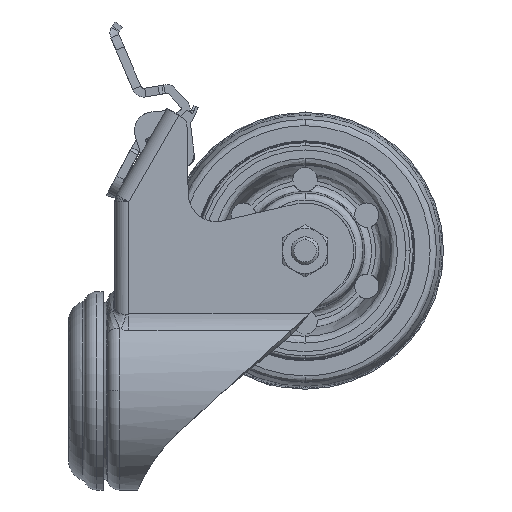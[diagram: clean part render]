
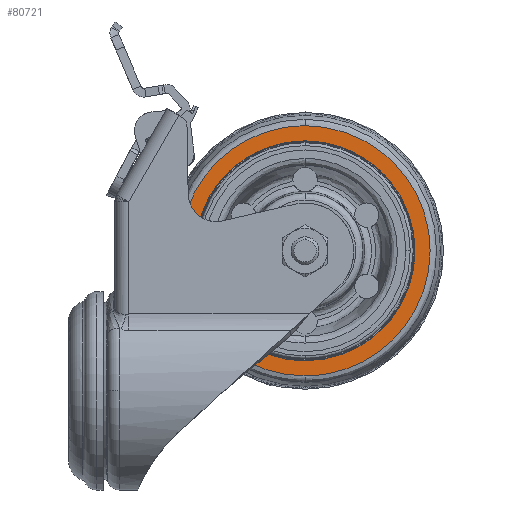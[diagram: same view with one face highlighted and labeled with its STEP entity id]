
A CAD part, left-side view. The second image highlights one B-rep face of the part: STEP entity #80721.
In plain terms, the highlighted planar face has unit normal (-1, 0, 0).
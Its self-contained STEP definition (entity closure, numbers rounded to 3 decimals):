
#711 = CARTESIAN_POINT ( 'NONE',  ( -12.5, 0., -35.957 ) ) ;
#896 = CARTESIAN_POINT ( 'NONE',  ( -12.5, -35.957, 21.063 ) ) ;
#1610 = DIRECTION ( 'NONE',  ( 1., 0., 0. ) ) ;
#4082 = ORIENTED_EDGE ( 'NONE', *, *, #98734, .F. ) ;
#5260 = VERTEX_POINT ( 'NONE', #9869 ) ;
#9869 = CARTESIAN_POINT ( 'NONE',  ( -12.5, 0., 35.957 ) ) ;
#11162 =( BOUNDED_CURVE ( )  B_SPLINE_CURVE ( 3, ( #69153, #93602, #77381, #28412 ),
 .UNSPECIFIED., .F., .T. ) 
 B_SPLINE_CURVE_WITH_KNOTS ( ( 4, 4 ),
 ( 0., 1. ),
 .UNSPECIFIED. ) 
 CURVE ( )  GEOMETRIC_REPRESENTATION_ITEM ( )  RATIONAL_B_SPLINE_CURVE ( ( 1., 0.805, 0.805, 1. ) ) 
 REPRESENTATION_ITEM ( '' )  );
#11194 = EDGE_CURVE ( 'NONE', #15944, #75932, #23417, .T. ) ;
#15053 = EDGE_CURVE ( 'NONE', #27144, #5260, #11162, .T. ) ;
#15692 = AXIS2_PLACEMENT_3D ( 'NONE', #50676, #1610, #58906 ) ;
#15932 = ORIENTED_EDGE ( 'NONE', *, *, #76475, .F. ) ;
#15944 = VERTEX_POINT ( 'NONE', #44590 ) ;
#18009 = CIRCLE ( 'NONE', #42451, 31.6 ) ;
#19846 = CARTESIAN_POINT ( 'NONE',  ( -12.5, 0., 0. ) ) ;
#23417 = CIRCLE ( 'NONE', #102363, 31.6 ) ;
#24221 = CARTESIAN_POINT ( 'NONE',  ( -12.5, -35.957, 0. ) ) ;
#24818 = CARTESIAN_POINT ( 'NONE',  ( -12.5, -35.957, 0. ) ) ;
#25730 = CARTESIAN_POINT ( 'NONE',  ( -12.5, 0., 0. ) ) ;
#26498 = CARTESIAN_POINT ( 'NONE',  ( -12.5, 21.063, -35.957 ) ) ;
#27144 = VERTEX_POINT ( 'NONE', #95669 ) ;
#28093 = DIRECTION ( 'NONE',  ( 0., 0., 1. ) ) ;
#28412 = CARTESIAN_POINT ( 'NONE',  ( -12.5, 0., 35.957 ) ) ;
#30851 = EDGE_LOOP ( 'NONE', ( #105003, #35068 ) ) ;
#33538 = CARTESIAN_POINT ( 'NONE',  ( -12.5, -21.063, 35.957 ) ) ;
#33932 = DIRECTION ( 'NONE',  ( 0., 0., 1. ) ) ;
#35068 = ORIENTED_EDGE ( 'NONE', *, *, #59840, .F. ) ;
#36290 =( BOUNDED_CURVE ( )  B_SPLINE_CURVE ( 3, ( #24221, #56725, #40630, #97967 ),
 .UNSPECIFIED., .F., .T. ) 
 B_SPLINE_CURVE_WITH_KNOTS ( ( 4, 4 ),
 ( 0., 1. ),
 .UNSPECIFIED. ) 
 CURVE ( )  GEOMETRIC_REPRESENTATION_ITEM ( )  RATIONAL_B_SPLINE_CURVE ( ( 1., 0.805, 0.805, 1. ) ) 
 REPRESENTATION_ITEM ( '' )  );
#40630 = CARTESIAN_POINT ( 'NONE',  ( -12.5, -21.063, -35.957 ) ) ;
#42451 = AXIS2_PLACEMENT_3D ( 'NONE', #25730, #82960, #33932 ) ;
#42952 = CARTESIAN_POINT ( 'NONE',  ( -12.5, 35.957, -21.063 ) ) ;
#44590 = CARTESIAN_POINT ( 'NONE',  ( -12.5, 0., 31.6 ) ) ;
#48618 = VERTEX_POINT ( 'NONE', #24818 ) ;
#50676 = CARTESIAN_POINT ( 'NONE',  ( -12.5, 0., 0. ) ) ;
#56725 = CARTESIAN_POINT ( 'NONE',  ( -12.5, -35.957, -21.063 ) ) ;
#58183 = CARTESIAN_POINT ( 'NONE',  ( -12.5, -35.957, 0. ) ) ;
#58550 = PLANE ( 'NONE',  #15692 ) ;
#58906 = DIRECTION ( 'NONE',  ( 0., 0., -1. ) ) ;
#59840 = EDGE_CURVE ( 'NONE', #75932, #15944, #18009, .T. ) ;
#68478 = EDGE_CURVE ( 'NONE', #5260, #48618, #87646, .T. ) ;
#69153 = CARTESIAN_POINT ( 'NONE',  ( -12.5, 35.957, 0. ) ) ;
#70358 = ORIENTED_EDGE ( 'NONE', *, *, #15053, .F. ) ;
#75932 = VERTEX_POINT ( 'NONE', #92184 ) ;
#76475 = EDGE_CURVE ( 'NONE', #101524, #27144, #102466, .T. ) ;
#77079 = DIRECTION ( 'NONE',  ( -1., 0., 0. ) ) ;
#77381 = CARTESIAN_POINT ( 'NONE',  ( -12.5, 21.063, 35.957 ) ) ;
#78042 = FACE_OUTER_BOUND ( 'NONE', #78245, .T. ) ;
#78245 = EDGE_LOOP ( 'NONE', ( #15932, #4082, #79138, #70358 ) ) ;
#79138 = ORIENTED_EDGE ( 'NONE', *, *, #68478, .F. ) ;
#80721 = ADVANCED_FACE ( 'NONE', ( #97308, #78042 ), #58550, .F. ) ;
#82960 = DIRECTION ( 'NONE',  ( -1., 0., 0. ) ) ;
#83760 = CARTESIAN_POINT ( 'NONE',  ( -12.5, 0., -35.957 ) ) ;
#87646 =( BOUNDED_CURVE ( )  B_SPLINE_CURVE ( 3, ( #99063, #33538, #896, #58183 ),
 .UNSPECIFIED., .F., .F. ) 
 B_SPLINE_CURVE_WITH_KNOTS ( ( 4, 4 ),
 ( 0., 1. ),
 .UNSPECIFIED. ) 
 CURVE ( )  GEOMETRIC_REPRESENTATION_ITEM ( )  RATIONAL_B_SPLINE_CURVE ( ( 1., 0.805, 0.805, 1. ) ) 
 REPRESENTATION_ITEM ( '' )  );
#92184 = CARTESIAN_POINT ( 'NONE',  ( -12.5, 0., -31.6 ) ) ;
#93602 = CARTESIAN_POINT ( 'NONE',  ( -12.5, 35.957, 21.063 ) ) ;
#95669 = CARTESIAN_POINT ( 'NONE',  ( -12.5, 35.957, 0. ) ) ;
#97308 = FACE_BOUND ( 'NONE', #30851, .T. ) ;
#97967 = CARTESIAN_POINT ( 'NONE',  ( -12.5, 0., -35.957 ) ) ;
#98734 = EDGE_CURVE ( 'NONE', #48618, #101524, #36290, .T. ) ;
#99063 = CARTESIAN_POINT ( 'NONE',  ( -12.5, 0., 35.957 ) ) ;
#100255 = CARTESIAN_POINT ( 'NONE',  ( -12.5, 35.957, 0. ) ) ;
#101524 = VERTEX_POINT ( 'NONE', #711 ) ;
#102363 = AXIS2_PLACEMENT_3D ( 'NONE', #19846, #77079, #28093 ) ;
#102466 =( BOUNDED_CURVE ( )  B_SPLINE_CURVE ( 3, ( #83760, #26498, #42952, #100255 ),
 .UNSPECIFIED., .F., .F. ) 
 B_SPLINE_CURVE_WITH_KNOTS ( ( 4, 4 ),
 ( 0., 1. ),
 .UNSPECIFIED. ) 
 CURVE ( )  GEOMETRIC_REPRESENTATION_ITEM ( )  RATIONAL_B_SPLINE_CURVE ( ( 1., 0.805, 0.805, 1. ) ) 
 REPRESENTATION_ITEM ( '' )  );
#105003 = ORIENTED_EDGE ( 'NONE', *, *, #11194, .F. ) ;
